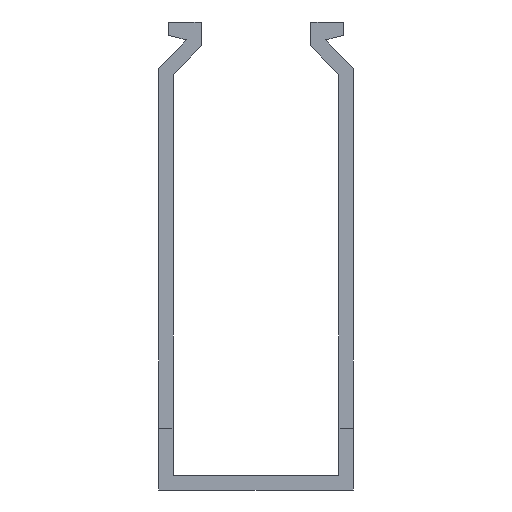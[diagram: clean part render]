
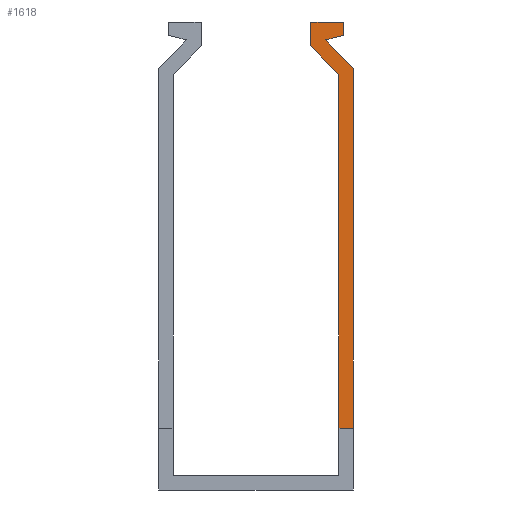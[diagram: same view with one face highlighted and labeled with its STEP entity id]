
A CAD part, front view. The second image highlights one B-rep face of the part: STEP entity #1618.
In plain terms, the highlighted planar face has unit normal (0, -1, 0).
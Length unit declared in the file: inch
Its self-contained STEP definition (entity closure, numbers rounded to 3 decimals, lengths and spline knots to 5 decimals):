
#240=FACE_OUTER_BOUND('',#4412,.T.);
#1618=ADVANCED_FACE('',(#240),#2996,.F.);
#2996=PLANE('',#29183);
#4412=EDGE_LOOP('',(#7471,#7472,#7473,#7474,#7475,#7476,#7477,#7478,#7479));
#7471=ORIENTED_EDGE('',*,*,#17471,.T.);
#7472=ORIENTED_EDGE('',*,*,#17474,.F.);
#7473=ORIENTED_EDGE('',*,*,#17477,.F.);
#7474=ORIENTED_EDGE('',*,*,#17480,.F.);
#7475=ORIENTED_EDGE('',*,*,#17483,.T.);
#7476=ORIENTED_EDGE('',*,*,#17486,.F.);
#7477=ORIENTED_EDGE('',*,*,#17747,.T.);
#7478=ORIENTED_EDGE('',*,*,#18357,.T.);
#7479=ORIENTED_EDGE('',*,*,#17466,.T.);
#14636=VERTEX_POINT('',#38823);
#14637=VERTEX_POINT('',#38825);
#14640=VERTEX_POINT('',#38833);
#14642=VERTEX_POINT('',#38839);
#14644=VERTEX_POINT('',#38845);
#14646=VERTEX_POINT('',#38851);
#14648=VERTEX_POINT('',#38857);
#14650=VERTEX_POINT('',#38863);
#14910=VERTEX_POINT('',#39385);
#17466=EDGE_CURVE('',#14637,#14636,#21522,.T.);
#17471=EDGE_CURVE('',#14636,#14640,#21527,.T.);
#17474=EDGE_CURVE('',#14642,#14640,#21530,.T.);
#17477=EDGE_CURVE('',#14644,#14642,#21533,.T.);
#17480=EDGE_CURVE('',#14646,#14644,#21536,.T.);
#17483=EDGE_CURVE('',#14646,#14648,#21539,.T.);
#17486=EDGE_CURVE('',#14650,#14648,#21542,.T.);
#17747=EDGE_CURVE('',#14650,#14910,#21803,.T.);
#18357=EDGE_CURVE('',#14910,#14637,#22413,.T.);
#21522=LINE('',#38824,#25578);
#21527=LINE('',#38834,#25583);
#21530=LINE('',#38840,#25586);
#21533=LINE('',#38846,#25589);
#21536=LINE('',#38852,#25592);
#21539=LINE('',#38858,#25595);
#21542=LINE('',#38864,#25598);
#21803=LINE('',#39386,#25859);
#22413=LINE('',#40582,#26469);
#25578=VECTOR('',#31403,1.);
#25583=VECTOR('',#31410,1.);
#25586=VECTOR('',#31415,1.);
#25589=VECTOR('',#31420,1.);
#25592=VECTOR('',#31425,1.);
#25595=VECTOR('',#31430,1.);
#25598=VECTOR('',#31435,1.);
#25859=VECTOR('',#31698,1.);
#26469=VECTOR('',#32328,1.);
#29183=AXIS2_PLACEMENT_3D('',#40583,#32329,#32330);
#31403=DIRECTION('',(0.,0.,1.));
#31410=DIRECTION('',(-0.699,0.,0.715));
#31415=DIRECTION('',(-0.965,0.,-0.263));
#31420=DIRECTION('',(0.,0.,-1.));
#31425=DIRECTION('',(1.,0.,0.));
#31430=DIRECTION('',(0.,0.,-1.));
#31435=DIRECTION('',(-0.699,0.,0.715));
#31698=DIRECTION('',(0.,0.,-1.));
#32328=DIRECTION('',(1.,0.,0.));
#32329=DIRECTION('',(0.,1.,0.));
#32330=DIRECTION('',(0.,0.,1.));
#38823=CARTESIAN_POINT('',(0.62944,0.156,2.72562));
#38824=CARTESIAN_POINT('',(0.62942,0.156,0.39942));
#38825=CARTESIAN_POINT('',(0.62942,0.156,0.39942));
#38833=CARTESIAN_POINT('',(0.45115,0.156,2.90798));
#38834=CARTESIAN_POINT('',(0.62944,0.156,2.72562));
#38839=CARTESIAN_POINT('',(0.565,0.156,2.93907));
#38840=CARTESIAN_POINT('',(0.565,0.156,2.93907));
#38845=CARTESIAN_POINT('',(0.565,0.156,3.02411));
#38846=CARTESIAN_POINT('',(0.565,0.156,3.02411));
#38851=CARTESIAN_POINT('',(0.35465,0.156,3.02411));
#38852=CARTESIAN_POINT('',(0.35465,0.156,3.02411));
#38857=CARTESIAN_POINT('',(0.35465,0.156,2.87085));
#38858=CARTESIAN_POINT('',(0.35465,0.156,3.02411));
#38863=CARTESIAN_POINT('',(0.53629,0.156,2.68506));
#38864=CARTESIAN_POINT('',(0.53629,0.156,2.68506));
#39385=CARTESIAN_POINT('',(0.53628,0.156,0.39942));
#39386=CARTESIAN_POINT('',(0.53629,0.156,2.68506));
#40582=CARTESIAN_POINT('',(0.12942,0.156,0.39942));
#40583=CARTESIAN_POINT('',(0.12942,0.156,0.39942));
